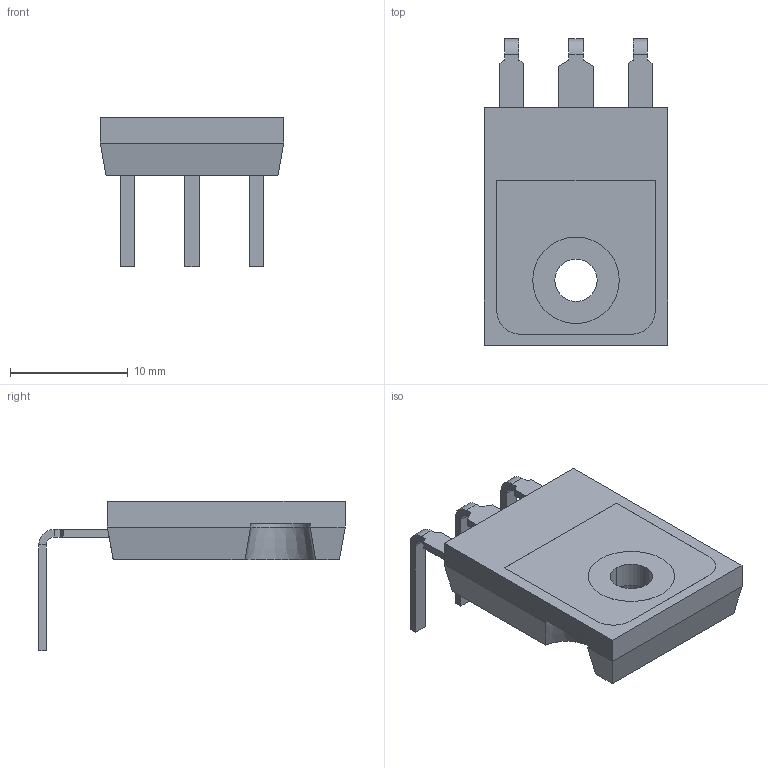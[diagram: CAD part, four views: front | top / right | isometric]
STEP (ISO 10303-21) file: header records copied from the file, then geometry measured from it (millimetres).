
FILE_DESCRIPTION (( 'STEP AP214' ), '1' );
FILE_NAME ('TO-247-bent.STEP', '2021-02-02T08:54:38', ( '' ), ( '' ), 'SwSTEP 2.0', 'SolidWorks 2018', '' );
FILE_SCHEMA (( 'AUTOMOTIVE_DESIGN' ));
Length unit declared in the file: millimetre
Products named in the file (1): TO-247-bent
Bounding box: 15.58 x 26.02 x 12.73 mm (x, y, z)
Volume: 1444.3 mm3; surface area: 1194.1 mm2
Topology: 1 solids, 1 shells, 84 faces, 199 edges, 122 vertices
Faces by surface type: plane 65, cylinder 14, cone 5
Entity records: 3219 total; most frequent: CARTESIAN_POINT 418, DIRECTION 401, ORIENTED_EDGE 398, EDGE_CURVE 199, VECTOR 159, LINE 159, VERTEX_POINT 122, AXIS2_PLACEMENT_3D 121
